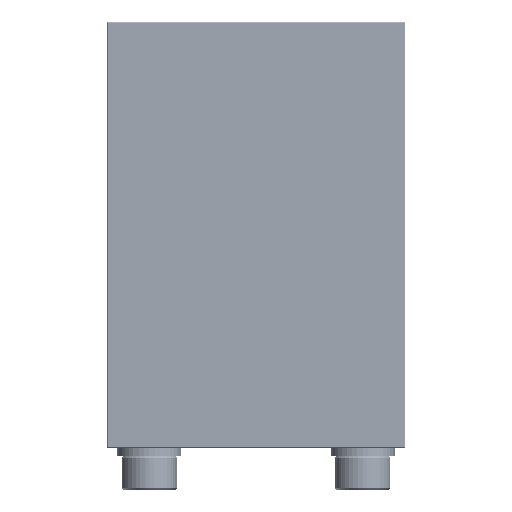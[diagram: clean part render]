
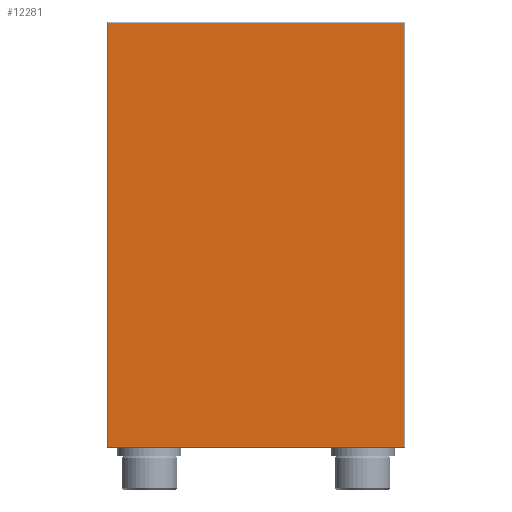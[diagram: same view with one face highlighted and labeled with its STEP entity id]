
A CAD part, left-side view. The second image highlights one B-rep face of the part: STEP entity #12281.
In plain terms, the highlighted planar face has unit normal (-1, 0, 0).
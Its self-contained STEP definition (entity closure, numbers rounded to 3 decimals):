
#179=PLANE('',#13074);
#744=FACE_OUTER_BOUND('',#1437,.T.);
#1437=EDGE_LOOP('',(#10169,#10170,#10171,#10172));
#3252=LINE('',#42627,#3980);
#3255=LINE('',#42631,#3983);
#3354=LINE('',#42838,#4082);
#3357=LINE('',#42844,#4085);
#3980=VECTOR('',#14710,10.);
#3983=VECTOR('',#14715,10.);
#4082=VECTOR('',#14918,10.);
#4085=VECTOR('',#14927,10.);
#5133=VERTEX_POINT('',#42570);
#5140=VERTEX_POINT('',#42586);
#5143=VERTEX_POINT('',#42596);
#5153=VERTEX_POINT('',#42623);
#6820=EDGE_CURVE('',#5143,#5153,#3252,.T.);
#6823=EDGE_CURVE('',#5153,#5140,#3255,.T.);
#6930=EDGE_CURVE('',#5133,#5143,#3354,.T.);
#6934=EDGE_CURVE('',#5140,#5133,#3357,.T.);
#10169=ORIENTED_EDGE('',*,*,#6820,.F.);
#10170=ORIENTED_EDGE('',*,*,#6930,.F.);
#10171=ORIENTED_EDGE('',*,*,#6934,.F.);
#10172=ORIENTED_EDGE('',*,*,#6823,.F.);
#12281=ADVANCED_FACE('',(#744),#179,.T.);
#13074=AXIS2_PLACEMENT_3D('',#42845,#14928,#14929);
#14710=DIRECTION('',(0.,1.,0.));
#14715=DIRECTION('',(0.,0.,1.));
#14918=DIRECTION('',(0.,0.,-1.));
#14927=DIRECTION('',(0.,-1.,0.));
#14928=DIRECTION('center_axis',(-1.,0.,0.));
#14929=DIRECTION('ref_axis',(0.,-1.,0.));
#42570=CARTESIAN_POINT('',(0.,0.2,99.8));
#42586=CARTESIAN_POINT('',(0.,69.8,99.8));
#42596=CARTESIAN_POINT('',(0.,0.2,0.2));
#42623=CARTESIAN_POINT('',(0.,69.8,0.2));
#42627=CARTESIAN_POINT('',(0.,52.5,0.2));
#42631=CARTESIAN_POINT('',(0.,69.8,0.));
#42838=CARTESIAN_POINT('',(0.,0.2,0.));
#42844=CARTESIAN_POINT('',(0.,52.5,99.8));
#42845=CARTESIAN_POINT('Origin',(0.,70.,0.));
